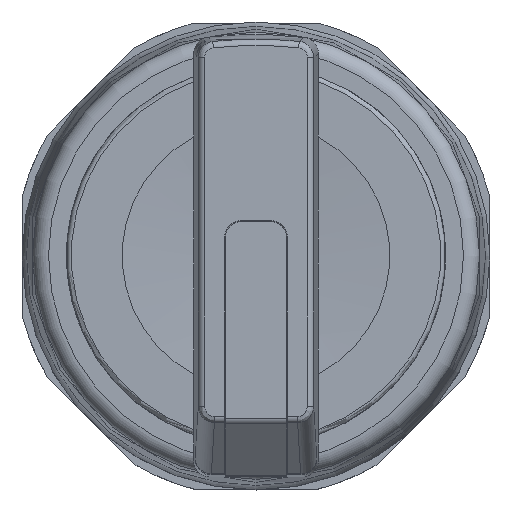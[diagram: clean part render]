
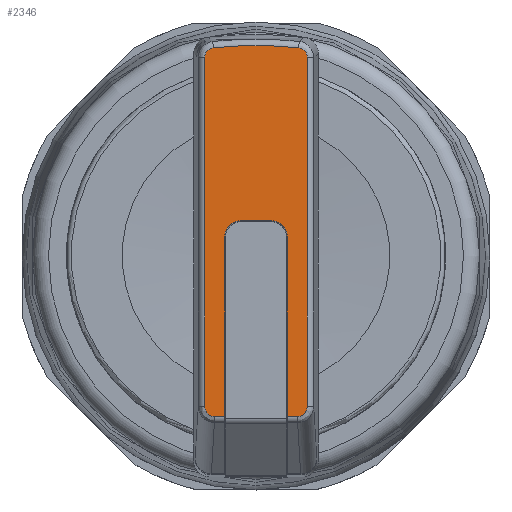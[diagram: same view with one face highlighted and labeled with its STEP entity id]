
A CAD part, top view. The second image highlights one B-rep face of the part: STEP entity #2346.
In plain terms, the highlighted planar face has unit normal (0, 0, 1).
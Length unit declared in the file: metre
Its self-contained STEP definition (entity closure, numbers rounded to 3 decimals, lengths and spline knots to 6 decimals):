
#2346 = ADVANCED_FACE( '', ( #5018 ), #5019, .F. );
#5018 = FACE_OUTER_BOUND( '', #6784, .T. );
#5019 = PLANE( '', #6785 );
#6784 = EDGE_LOOP( '', ( #9660, #9661, #9662, #9663, #9664, #9665, #9666, #9667, #9668, #9669, #9670, #9671, #9672, #9673 ) );
#6785 = AXIS2_PLACEMENT_3D( '', #9674, #9675, #9676 );
#9660 = ORIENTED_EDGE( '', *, *, #13932, .T. );
#9661 = ORIENTED_EDGE( '', *, *, #13933, .T. );
#9662 = ORIENTED_EDGE( '', *, *, #13934, .T. );
#9663 = ORIENTED_EDGE( '', *, *, #13935, .T. );
#9664 = ORIENTED_EDGE( '', *, *, #13936, .T. );
#9665 = ORIENTED_EDGE( '', *, *, #13925, .T. );
#9666 = ORIENTED_EDGE( '', *, *, #13937, .T. );
#9667 = ORIENTED_EDGE( '', *, *, #13931, .T. );
#9668 = ORIENTED_EDGE( '', *, *, #13938, .T. );
#9669 = ORIENTED_EDGE( '', *, *, #13939, .T. );
#9670 = ORIENTED_EDGE( '', *, *, #13940, .T. );
#9671 = ORIENTED_EDGE( '', *, *, #13923, .T. );
#9672 = ORIENTED_EDGE( '', *, *, #13941, .T. );
#9673 = ORIENTED_EDGE( '', *, *, #13942, .T. );
#9674 = CARTESIAN_POINT( '', ( 0., -0.011154, 0.0686 ) );
#9675 = DIRECTION( '', ( 0., 0., -1. ) );
#9676 = DIRECTION( '', ( -1., 0., 0. ) );
#13923 = EDGE_CURVE( '', #15816, #15821, #15823, .T. );
#13925 = EDGE_CURVE( '', #15826, #15824, #15827, .T. );
#13931 = EDGE_CURVE( '', #15830, #15834, #15836, .T. );
#13932 = EDGE_CURVE( '', #15837, #15838, #15839, .T. );
#13933 = EDGE_CURVE( '', #15838, #15840, #15841, .T. );
#13934 = EDGE_CURVE( '', #15840, #15842, #15843, .T. );
#13935 = EDGE_CURVE( '', #15842, #15844, #15845, .T. );
#13936 = EDGE_CURVE( '', #15844, #15826, #15846, .T. );
#13937 = EDGE_CURVE( '', #15824, #15830, #15847, .T. );
#13938 = EDGE_CURVE( '', #15834, #15848, #15849, .T. );
#13939 = EDGE_CURVE( '', #15848, #15850, #15851, .T. );
#13940 = EDGE_CURVE( '', #15850, #15816, #15852, .T. );
#13941 = EDGE_CURVE( '', #15821, #15853, #15854, .T. );
#13942 = EDGE_CURVE( '', #15853, #15837, #15855, .T. );
#15816 = VERTEX_POINT( '', #17567 );
#15821 = VERTEX_POINT( '', #17573 );
#15823 = LINE( '', #17575, #17576 );
#15824 = VERTEX_POINT( '', #17577 );
#15826 = VERTEX_POINT( '', #17579 );
#15827 = CIRCLE( '', #17580, 0.0006 );
#15830 = VERTEX_POINT( '', #17600 );
#15834 = VERTEX_POINT( '', #17620 );
#15836 = CIRCLE( '', #17622, 0.0006 );
#15837 = VERTEX_POINT( '', #17623 );
#15838 = VERTEX_POINT( '', #17624 );
#15839 = CIRCLE( '', #17625, 0.00105 );
#15840 = VERTEX_POINT( '', #17626 );
#15841 = LINE( '', #17627, #17628 );
#15842 = VERTEX_POINT( '', #17629 );
#15843 = LINE( '', #17630, #17631 );
#15844 = VERTEX_POINT( '', #17632 );
#15845 = ELLIPSE( '', #17633, 0.00065, 0.0006 );
#15846 = LINE( '', #17634, #17635 );
#15847 = CIRCLE( '', #17636, 0.024163 );
#15848 = VERTEX_POINT( '', #17637 );
#15849 = LINE( '', #17638, #17639 );
#15850 = VERTEX_POINT( '', #17640 );
#15851 = ELLIPSE( '', #17641, 0.00065, 0.0006 );
#15852 = LINE( '', #17642, #17643 );
#15853 = VERTEX_POINT( '', #17644 );
#15854 = CIRCLE( '', #17645, 0.00105 );
#15855 = LINE( '', #17646, #17647 );
#17567 = CARTESIAN_POINT( '', ( -0.00195, -0.009995, 0.0686 ) );
#17573 = CARTESIAN_POINT( '', ( -0.00195, 0.0011, 0.0686 ) );
#17575 = CARTESIAN_POINT( '', ( -0.00195, -0.011154, 0.0686 ) );
#17576 = VECTOR( '', #19432, 1. );
#17577 = CARTESIAN_POINT( '', ( 0.00264, 0.012864, 0.0686 ) );
#17579 = CARTESIAN_POINT( '', ( 0.003174, 0.012268, 0.0686 ) );
#17580 = AXIS2_PLACEMENT_3D( '', #19436, #19437, #19438 );
#17600 = CARTESIAN_POINT( '', ( -0.00264, 0.012864, 0.0686 ) );
#17620 = CARTESIAN_POINT( '', ( -0.003174, 0.012268, 0.0686 ) );
#17622 = AXIS2_PLACEMENT_3D( '', #19448, #19449, #19450 );
#17623 = CARTESIAN_POINT( '', ( 0.0009, 0.00215, 0.0686 ) );
#17624 = CARTESIAN_POINT( '', ( 0.00195, 0.0011, 0.0686 ) );
#17625 = AXIS2_PLACEMENT_3D( '', #19451, #19452, #19453 );
#17626 = CARTESIAN_POINT( '', ( 0.00195, -0.009995, 0.0686 ) );
#17627 = CARTESIAN_POINT( '', ( 0.00195, -0.009995, 0.0686 ) );
#17628 = VECTOR( '', #19454, 1. );
#17629 = CARTESIAN_POINT( '', ( 0.002579, -0.009995, 0.0686 ) );
#17630 = CARTESIAN_POINT( '', ( 0.002573, -0.009995, 0.0686 ) );
#17631 = VECTOR( '', #19455, 1. );
#17632 = CARTESIAN_POINT( '', ( 0.003174, -0.009351, 0.0686 ) );
#17633 = AXIS2_PLACEMENT_3D( '', #19456, #19457, #19458 );
#17634 = CARTESIAN_POINT( '', ( 0.003174, 0.01226, 0.0686 ) );
#17635 = VECTOR( '', #19459, 1. );
#17636 = AXIS2_PLACEMENT_3D( '', #19460, #19461, #19462 );
#17637 = CARTESIAN_POINT( '', ( -0.003174, -0.009351, 0.0686 ) );
#17638 = CARTESIAN_POINT( '', ( -0.003174, -0.00919, 0.0686 ) );
#17639 = VECTOR( '', #19463, 1. );
#17640 = CARTESIAN_POINT( '', ( -0.002579, -0.009995, 0.0686 ) );
#17641 = AXIS2_PLACEMENT_3D( '', #19464, #19465, #19466 );
#17642 = CARTESIAN_POINT( '', ( 0.002573, -0.009995, 0.0686 ) );
#17643 = VECTOR( '', #19467, 1. );
#17644 = CARTESIAN_POINT( '', ( -0.0009, 0.00215, 0.0686 ) );
#17645 = AXIS2_PLACEMENT_3D( '', #19468, #19469, #19470 );
#17646 = CARTESIAN_POINT( '', ( 0.0009, 0.00215, 0.0686 ) );
#17647 = VECTOR( '', #19471, 1. );
#19432 = DIRECTION( '', ( 0., 1., 0. ) );
#19436 = CARTESIAN_POINT( '', ( 0.002574, 0.012268, 0.0686 ) );
#19437 = DIRECTION( '', ( 0., 0., 1. ) );
#19438 = DIRECTION( '', ( 1., 0., 0. ) );
#19448 = CARTESIAN_POINT( '', ( -0.002574, 0.012268, 0.0686 ) );
#19449 = DIRECTION( '', ( 0., 0., 1. ) );
#19450 = DIRECTION( '', ( -0.109, 0.994, 0. ) );
#19451 = CARTESIAN_POINT( '', ( 0.0009, 0.0011, 0.0686 ) );
#19452 = DIRECTION( '', ( 0., 0., -1. ) );
#19453 = DIRECTION( '', ( 0., 1., 0. ) );
#19454 = DIRECTION( '', ( 0., -1., 0. ) );
#19455 = DIRECTION( '', ( 1., 0., 0. ) );
#19456 = CARTESIAN_POINT( '', ( 0.002574, -0.009345, 0.0686 ) );
#19457 = DIRECTION( '', ( 0., 0., 1. ) );
#19458 = DIRECTION( '', ( -0.059, 0.998, 0. ) );
#19459 = DIRECTION( '', ( 0., 1., 0. ) );
#19460 = CARTESIAN_POINT( '', ( 0., -0.011154, 0.0686 ) );
#19461 = DIRECTION( '', ( 0., 0., 1. ) );
#19462 = DIRECTION( '', ( 0., 1., 0. ) );
#19463 = DIRECTION( '', ( 0., -1., 0. ) );
#19464 = CARTESIAN_POINT( '', ( -0.002574, -0.009345, 0.0686 ) );
#19465 = DIRECTION( '', ( 0., 0., 1. ) );
#19466 = DIRECTION( '', ( 0.059, 0.998, 0. ) );
#19467 = DIRECTION( '', ( 1., 0., 0. ) );
#19468 = CARTESIAN_POINT( '', ( -0.0009, 0.0011, 0.0686 ) );
#19469 = DIRECTION( '', ( 0., 0., -1. ) );
#19470 = DIRECTION( '', ( 0., 1., 0. ) );
#19471 = DIRECTION( '', ( 1., 0., 0. ) );
